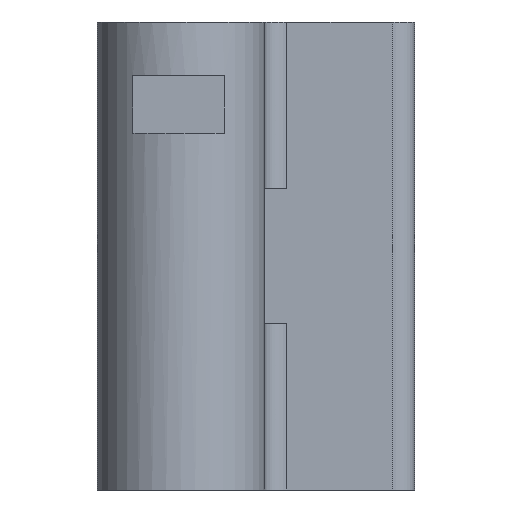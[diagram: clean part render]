
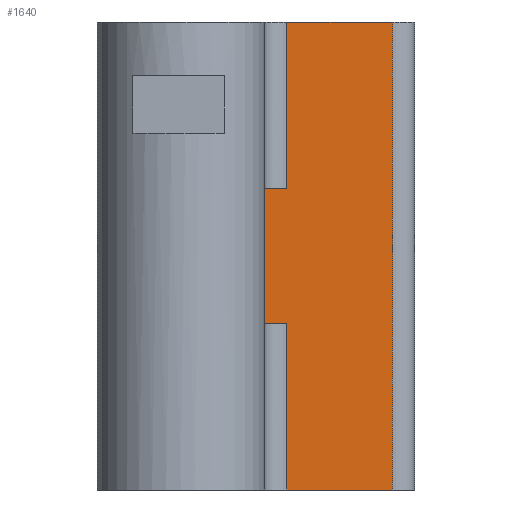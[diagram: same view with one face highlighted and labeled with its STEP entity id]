
A CAD part, left-side view. The second image highlights one B-rep face of the part: STEP entity #1640.
In plain terms, the highlighted planar face has unit normal (-1, 0, 0).
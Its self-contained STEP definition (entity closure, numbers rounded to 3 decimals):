
#72 = PLANE('',#73);
#73 = AXIS2_PLACEMENT_3D('',#74,#75,#76);
#74 = CARTESIAN_POINT('',(12.71,22.73,42.));
#75 = DIRECTION('',(0.,0.,1.));
#76 = DIRECTION('',(1.,0.,0.));
#100 = PLANE('',#101);
#101 = AXIS2_PLACEMENT_3D('',#102,#103,#104);
#102 = CARTESIAN_POINT('',(32.662,27.,21.));
#103 = DIRECTION('',(0.,1.,0.));
#104 = DIRECTION('',(1.,0.,0.));
#278 = PLANE('',#279);
#279 = AXIS2_PLACEMENT_3D('',#280,#281,#282);
#280 = CARTESIAN_POINT('',(12.71,22.73,
    0.));
#281 = DIRECTION('',(0.,0.,-1.));
#282 = DIRECTION('',(-1.,0.,0.));
#371 = VERTEX_POINT('',#372);
#372 = CARTESIAN_POINT('',(0.,27.,27.1));
#386 = PLANE('',#387);
#387 = AXIS2_PLACEMENT_3D('',#388,#389,#390);
#388 = CARTESIAN_POINT('',(0.05,8.5,27.1));
#389 = DIRECTION('',(0.,0.,1.));
#390 = DIRECTION('',(1.,0.,0.));
#398 = EDGE_CURVE('',#399,#371,#401,.T.);
#399 = VERTEX_POINT('',#400);
#400 = CARTESIAN_POINT('',(0.,27.,14.9));
#401 = SURFACE_CURVE('',#402,(#406,#413),.PCURVE_S1.);
#402 = LINE('',#403,#404);
#403 = CARTESIAN_POINT('',(0.,27.,0.));
#404 = VECTOR('',#405,1.);
#405 = DIRECTION('',(0.,0.,1.));
#406 = PCURVE('',#100,#407);
#407 = DEFINITIONAL_REPRESENTATION('',(#408),#412);
#408 = LINE('',#409,#410);
#409 = CARTESIAN_POINT('',(-32.662,21.));
#410 = VECTOR('',#411,1.);
#411 = DIRECTION('',(-0.,-1.));
#412 = ( GEOMETRIC_REPRESENTATION_CONTEXT(2) 
PARAMETRIC_REPRESENTATION_CONTEXT() REPRESENTATION_CONTEXT('2D SPACE',''
  ) );
#413 = PCURVE('',#414,#419);
#414 = PLANE('',#415);
#415 = AXIS2_PLACEMENT_3D('',#416,#417,#418);
#416 = CARTESIAN_POINT('',(0.,27.,0.));
#417 = DIRECTION('',(-1.,-0.,-0.));
#418 = DIRECTION('',(0.,1.,0.));
#419 = DEFINITIONAL_REPRESENTATION('',(#420),#424);
#420 = LINE('',#421,#422);
#421 = CARTESIAN_POINT('',(-0.,-0.));
#422 = VECTOR('',#423,1.);
#423 = DIRECTION('',(-0.,-1.));
#424 = ( GEOMETRIC_REPRESENTATION_CONTEXT(2) 
PARAMETRIC_REPRESENTATION_CONTEXT() REPRESENTATION_CONTEXT('2D SPACE',''
  ) );
#442 = PLANE('',#443);
#443 = AXIS2_PLACEMENT_3D('',#444,#445,#446);
#444 = CARTESIAN_POINT('',(0.05,8.5,14.9));
#445 = DIRECTION('',(0.,0.,1.));
#446 = DIRECTION('',(1.,0.,0.));
#1591 = EDGE_CURVE('',#399,#1592,#1594,.T.);
#1592 = VERTEX_POINT('',#1593);
#1593 = CARTESIAN_POINT('',(0.,15.,14.9));
#1594 = SURFACE_CURVE('',#1595,(#1599,#1606),.PCURVE_S1.);
#1595 = LINE('',#1596,#1597);
#1596 = CARTESIAN_POINT('',(0.,12.75,14.9));
#1597 = VECTOR('',#1598,1.);
#1598 = DIRECTION('',(-0.,-1.,-0.));
#1599 = PCURVE('',#442,#1600);
#1600 = DEFINITIONAL_REPRESENTATION('',(#1601),#1605);
#1601 = LINE('',#1602,#1603);
#1602 = CARTESIAN_POINT('',(-0.05,4.25));
#1603 = VECTOR('',#1604,1.);
#1604 = DIRECTION('',(-0.,-1.));
#1605 = ( GEOMETRIC_REPRESENTATION_CONTEXT(2) 
PARAMETRIC_REPRESENTATION_CONTEXT() REPRESENTATION_CONTEXT('2D SPACE',''
  ) );
#1606 = PCURVE('',#414,#1607);
#1607 = DEFINITIONAL_REPRESENTATION('',(#1608),#1612);
#1608 = LINE('',#1609,#1610);
#1609 = CARTESIAN_POINT('',(-14.25,-14.9));
#1610 = VECTOR('',#1611,1.);
#1611 = DIRECTION('',(-1.,0.));
#1612 = ( GEOMETRIC_REPRESENTATION_CONTEXT(2) 
PARAMETRIC_REPRESENTATION_CONTEXT() REPRESENTATION_CONTEXT('2D SPACE',''
  ) );
#1629 = CYLINDRICAL_SURFACE('',#1630,2.);
#1630 = AXIS2_PLACEMENT_3D('',#1631,#1632,#1633);
#1631 = CARTESIAN_POINT('',(-2.,15.,0.));
#1632 = DIRECTION('',(0.,0.,1.));
#1633 = DIRECTION('',(1.,0.,0.));
#1640 = ADVANCED_FACE('',(#1641),#414,.T.);
#1641 = FACE_BOUND('',#1642,.F.);
#1642 = EDGE_LOOP('',(#1643,#1668,#1689,#1690,#1691,#1714,#1742,#1765));
#1643 = ORIENTED_EDGE('',*,*,#1644,.F.);
#1644 = EDGE_CURVE('',#1645,#1647,#1649,.T.);
#1645 = VERTEX_POINT('',#1646);
#1646 = CARTESIAN_POINT('',(0.,15.,0.));
#1647 = VERTEX_POINT('',#1648);
#1648 = CARTESIAN_POINT('',(0.,5.5,0.));
#1649 = SURFACE_CURVE('',#1650,(#1654,#1661),.PCURVE_S1.);
#1650 = LINE('',#1651,#1652);
#1651 = CARTESIAN_POINT('',(0.,27.,0.));
#1652 = VECTOR('',#1653,1.);
#1653 = DIRECTION('',(-0.,-1.,-0.));
#1654 = PCURVE('',#414,#1655);
#1655 = DEFINITIONAL_REPRESENTATION('',(#1656),#1660);
#1656 = LINE('',#1657,#1658);
#1657 = CARTESIAN_POINT('',(-0.,-0.));
#1658 = VECTOR('',#1659,1.);
#1659 = DIRECTION('',(-1.,0.));
#1660 = ( GEOMETRIC_REPRESENTATION_CONTEXT(2) 
PARAMETRIC_REPRESENTATION_CONTEXT() REPRESENTATION_CONTEXT('2D SPACE',''
  ) );
#1661 = PCURVE('',#278,#1662);
#1662 = DEFINITIONAL_REPRESENTATION('',(#1663),#1667);
#1663 = LINE('',#1664,#1665);
#1664 = CARTESIAN_POINT('',(12.71,4.27));
#1665 = VECTOR('',#1666,1.);
#1666 = DIRECTION('',(-0.,-1.));
#1667 = ( GEOMETRIC_REPRESENTATION_CONTEXT(2) 
PARAMETRIC_REPRESENTATION_CONTEXT() REPRESENTATION_CONTEXT('2D SPACE',''
  ) );
#1668 = ORIENTED_EDGE('',*,*,#1669,.T.);
#1669 = EDGE_CURVE('',#1645,#1592,#1670,.T.);
#1670 = SURFACE_CURVE('',#1671,(#1675,#1682),.PCURVE_S1.);
#1671 = LINE('',#1672,#1673);
#1672 = CARTESIAN_POINT('',(0.,15.,0.));
#1673 = VECTOR('',#1674,1.);
#1674 = DIRECTION('',(0.,0.,1.));
#1675 = PCURVE('',#414,#1676);
#1676 = DEFINITIONAL_REPRESENTATION('',(#1677),#1681);
#1677 = LINE('',#1678,#1679);
#1678 = CARTESIAN_POINT('',(-12.,0.));
#1679 = VECTOR('',#1680,1.);
#1680 = DIRECTION('',(-0.,-1.));
#1681 = ( GEOMETRIC_REPRESENTATION_CONTEXT(2) 
PARAMETRIC_REPRESENTATION_CONTEXT() REPRESENTATION_CONTEXT('2D SPACE',''
  ) );
#1682 = PCURVE('',#1629,#1683);
#1683 = DEFINITIONAL_REPRESENTATION('',(#1684),#1688);
#1684 = LINE('',#1685,#1686);
#1685 = CARTESIAN_POINT('',(0.,0.));
#1686 = VECTOR('',#1687,1.);
#1687 = DIRECTION('',(0.,1.));
#1688 = ( GEOMETRIC_REPRESENTATION_CONTEXT(2) 
PARAMETRIC_REPRESENTATION_CONTEXT() REPRESENTATION_CONTEXT('2D SPACE',''
  ) );
#1689 = ORIENTED_EDGE('',*,*,#1591,.F.);
#1690 = ORIENTED_EDGE('',*,*,#398,.T.);
#1691 = ORIENTED_EDGE('',*,*,#1692,.T.);
#1692 = EDGE_CURVE('',#371,#1693,#1695,.T.);
#1693 = VERTEX_POINT('',#1694);
#1694 = CARTESIAN_POINT('',(0.,15.,27.1));
#1695 = SURFACE_CURVE('',#1696,(#1700,#1707),.PCURVE_S1.);
#1696 = LINE('',#1697,#1698);
#1697 = CARTESIAN_POINT('',(0.,12.75,27.1));
#1698 = VECTOR('',#1699,1.);
#1699 = DIRECTION('',(-0.,-1.,-0.));
#1700 = PCURVE('',#414,#1701);
#1701 = DEFINITIONAL_REPRESENTATION('',(#1702),#1706);
#1702 = LINE('',#1703,#1704);
#1703 = CARTESIAN_POINT('',(-14.25,-27.1));
#1704 = VECTOR('',#1705,1.);
#1705 = DIRECTION('',(-1.,0.));
#1706 = ( GEOMETRIC_REPRESENTATION_CONTEXT(2) 
PARAMETRIC_REPRESENTATION_CONTEXT() REPRESENTATION_CONTEXT('2D SPACE',''
  ) );
#1707 = PCURVE('',#386,#1708);
#1708 = DEFINITIONAL_REPRESENTATION('',(#1709),#1713);
#1709 = LINE('',#1710,#1711);
#1710 = CARTESIAN_POINT('',(-0.05,4.25));
#1711 = VECTOR('',#1712,1.);
#1712 = DIRECTION('',(-0.,-1.));
#1713 = ( GEOMETRIC_REPRESENTATION_CONTEXT(2) 
PARAMETRIC_REPRESENTATION_CONTEXT() REPRESENTATION_CONTEXT('2D SPACE',''
  ) );
#1714 = ORIENTED_EDGE('',*,*,#1715,.T.);
#1715 = EDGE_CURVE('',#1693,#1716,#1718,.T.);
#1716 = VERTEX_POINT('',#1717);
#1717 = CARTESIAN_POINT('',(0.,15.,42.));
#1718 = SURFACE_CURVE('',#1719,(#1723,#1730),.PCURVE_S1.);
#1719 = LINE('',#1720,#1721);
#1720 = CARTESIAN_POINT('',(0.,15.,27.1));
#1721 = VECTOR('',#1722,1.);
#1722 = DIRECTION('',(0.,0.,1.));
#1723 = PCURVE('',#414,#1724);
#1724 = DEFINITIONAL_REPRESENTATION('',(#1725),#1729);
#1725 = LINE('',#1726,#1727);
#1726 = CARTESIAN_POINT('',(-12.,-27.1));
#1727 = VECTOR('',#1728,1.);
#1728 = DIRECTION('',(-0.,-1.));
#1729 = ( GEOMETRIC_REPRESENTATION_CONTEXT(2) 
PARAMETRIC_REPRESENTATION_CONTEXT() REPRESENTATION_CONTEXT('2D SPACE',''
  ) );
#1730 = PCURVE('',#1731,#1736);
#1731 = CYLINDRICAL_SURFACE('',#1732,2.);
#1732 = AXIS2_PLACEMENT_3D('',#1733,#1734,#1735);
#1733 = CARTESIAN_POINT('',(-2.,15.,27.1));
#1734 = DIRECTION('',(0.,0.,1.));
#1735 = DIRECTION('',(1.,0.,0.));
#1736 = DEFINITIONAL_REPRESENTATION('',(#1737),#1741);
#1737 = LINE('',#1738,#1739);
#1738 = CARTESIAN_POINT('',(0.,0.));
#1739 = VECTOR('',#1740,1.);
#1740 = DIRECTION('',(0.,1.));
#1741 = ( GEOMETRIC_REPRESENTATION_CONTEXT(2) 
PARAMETRIC_REPRESENTATION_CONTEXT() REPRESENTATION_CONTEXT('2D SPACE',''
  ) );
#1742 = ORIENTED_EDGE('',*,*,#1743,.T.);
#1743 = EDGE_CURVE('',#1716,#1744,#1746,.T.);
#1744 = VERTEX_POINT('',#1745);
#1745 = CARTESIAN_POINT('',(0.,5.5,42.));
#1746 = SURFACE_CURVE('',#1747,(#1751,#1758),.PCURVE_S1.);
#1747 = LINE('',#1748,#1749);
#1748 = CARTESIAN_POINT('',(0.,27.,42.));
#1749 = VECTOR('',#1750,1.);
#1750 = DIRECTION('',(-0.,-1.,-0.));
#1751 = PCURVE('',#414,#1752);
#1752 = DEFINITIONAL_REPRESENTATION('',(#1753),#1757);
#1753 = LINE('',#1754,#1755);
#1754 = CARTESIAN_POINT('',(-0.,-42.));
#1755 = VECTOR('',#1756,1.);
#1756 = DIRECTION('',(-1.,0.));
#1757 = ( GEOMETRIC_REPRESENTATION_CONTEXT(2) 
PARAMETRIC_REPRESENTATION_CONTEXT() REPRESENTATION_CONTEXT('2D SPACE',''
  ) );
#1758 = PCURVE('',#72,#1759);
#1759 = DEFINITIONAL_REPRESENTATION('',(#1760),#1764);
#1760 = LINE('',#1761,#1762);
#1761 = CARTESIAN_POINT('',(-12.71,4.27));
#1762 = VECTOR('',#1763,1.);
#1763 = DIRECTION('',(-0.,-1.));
#1764 = ( GEOMETRIC_REPRESENTATION_CONTEXT(2) 
PARAMETRIC_REPRESENTATION_CONTEXT() REPRESENTATION_CONTEXT('2D SPACE',''
  ) );
#1765 = ORIENTED_EDGE('',*,*,#1766,.F.);
#1766 = EDGE_CURVE('',#1647,#1744,#1767,.T.);
#1767 = SURFACE_CURVE('',#1768,(#1772,#1779),.PCURVE_S1.);
#1768 = LINE('',#1769,#1770);
#1769 = CARTESIAN_POINT('',(0.,5.5,0.));
#1770 = VECTOR('',#1771,1.);
#1771 = DIRECTION('',(0.,0.,1.));
#1772 = PCURVE('',#414,#1773);
#1773 = DEFINITIONAL_REPRESENTATION('',(#1774),#1778);
#1774 = LINE('',#1775,#1776);
#1775 = CARTESIAN_POINT('',(-21.5,0.));
#1776 = VECTOR('',#1777,1.);
#1777 = DIRECTION('',(-0.,-1.));
#1778 = ( GEOMETRIC_REPRESENTATION_CONTEXT(2) 
PARAMETRIC_REPRESENTATION_CONTEXT() REPRESENTATION_CONTEXT('2D SPACE',''
  ) );
#1779 = PCURVE('',#1780,#1785);
#1780 = CYLINDRICAL_SURFACE('',#1781,2.);
#1781 = AXIS2_PLACEMENT_3D('',#1782,#1783,#1784);
#1782 = CARTESIAN_POINT('',(2.,5.5,0.));
#1783 = DIRECTION('',(0.,0.,1.));
#1784 = DIRECTION('',(-1.,-0.,-0.));
#1785 = DEFINITIONAL_REPRESENTATION('',(#1786),#1790);
#1786 = LINE('',#1787,#1788);
#1787 = CARTESIAN_POINT('',(0.,0.));
#1788 = VECTOR('',#1789,1.);
#1789 = DIRECTION('',(0.,1.));
#1790 = ( GEOMETRIC_REPRESENTATION_CONTEXT(2) 
PARAMETRIC_REPRESENTATION_CONTEXT() REPRESENTATION_CONTEXT('2D SPACE',''
  ) );
